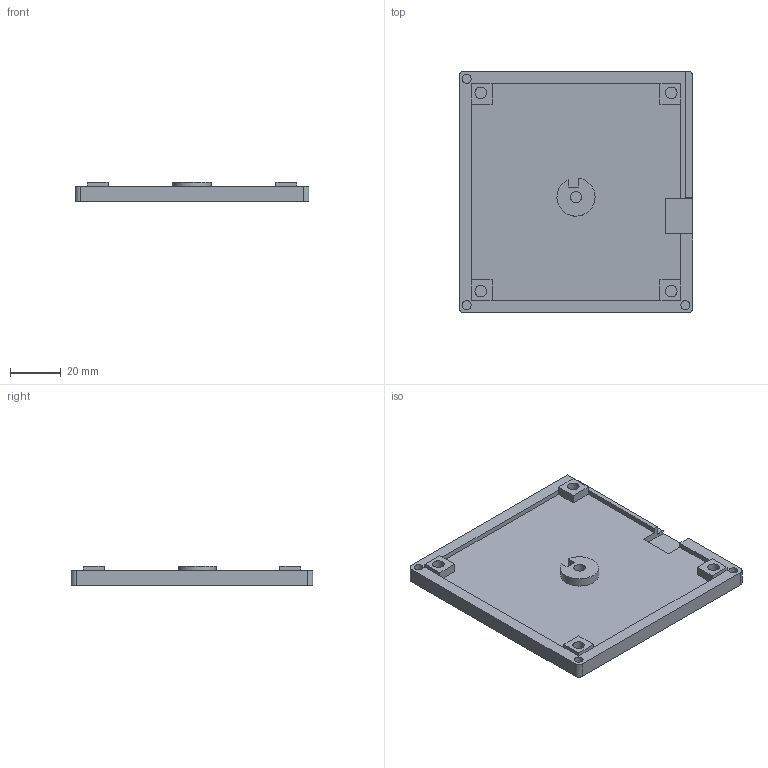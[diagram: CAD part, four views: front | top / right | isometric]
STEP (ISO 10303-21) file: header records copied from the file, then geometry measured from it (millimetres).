
FILE_DESCRIPTION(/* description */ ('','CAx-IF Rec.Pracs.---Representation and Presentation of Product Manufacturing Information (PMI)---4.0---2014-10-13'),/* implementation_level */ '2;1');
FILE_NAME(/* name */ 'Case v16.step',/* time_stamp */ '2025-02-14T23:25:02-05:00',/* author */ (''),/* organization */ (''),/* preprocessor_version */ 'ST-DEVELOPER v20',/* originating_system */ 'Autodesk Translation Framework v13.20.0.188',/* authorisation */ '');
FILE_SCHEMA (('AP242_MANAGED_MODEL_BASED_3D_ENGINEERING_MIM_LF { 1 0 10303 442 1 1 4 }'));
Length unit declared in the file: millimetre
Products named in the file (1): Case
Bounding box: 92 x 95 x 7.5 mm (x, y, z)
Volume: 38340.5 mm3; surface area: 21186.3 mm2
Topology: 1 solids, 2 shells, 67 faces, 154 edges, 100 vertices
Faces by surface type: plane 52, cylinder 15
Full cylindrical faces by diameter (mm): 3.2 x1, 3.5 x3, 4.5 x5
Entity records: 1894 total; most frequent: CARTESIAN_POINT 322, DIRECTION 320, ORIENTED_EDGE 308, EDGE_CURVE 154, LINE 124, VECTOR 124, VERTEX_POINT 100, AXIS2_PLACEMENT_3D 98
